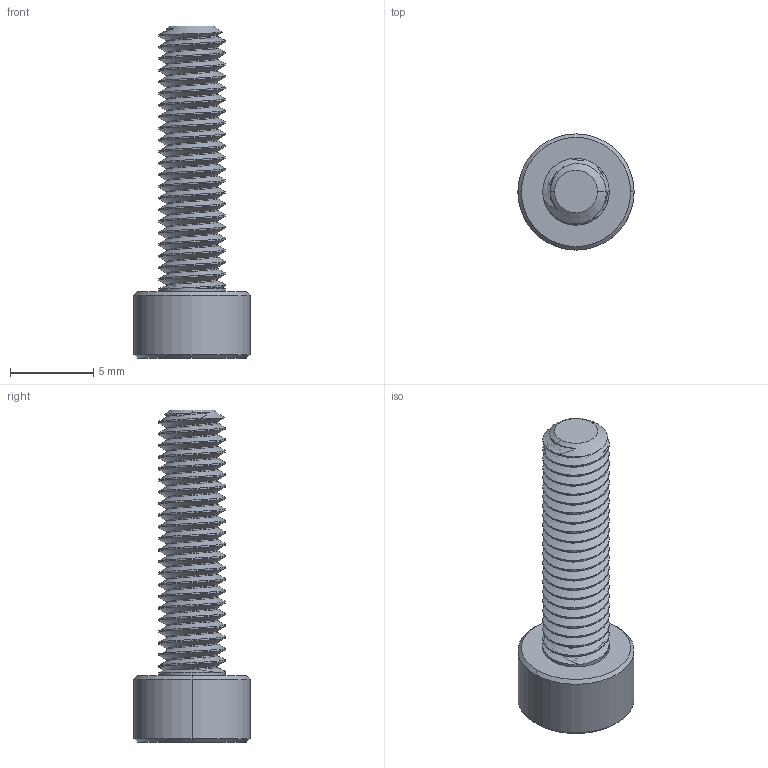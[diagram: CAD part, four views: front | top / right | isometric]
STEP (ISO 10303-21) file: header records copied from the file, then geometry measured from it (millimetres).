
FILE_DESCRIPTION (( 'STEP AP203' ), '1' );
FILE_NAME ('91290A154.step', '2014-01-16T20:20:24', ( '' ), ( '' ), 'SwSTEP 2.0', 'SolidWorks 2013', '' );
FILE_SCHEMA (( 'CONFIG_CONTROL_DESIGN' ));
Length unit declared in the file: millimetre
Products named in the file (1): 91290A154
Bounding box: 7 x 7 x 20 mm (x, y, z)
Volume: 294.2 mm3; surface area: 485.7 mm2
Topology: 1 solids, 1 shells, 121 faces, 334 edges, 217 vertices
Faces by surface type: cylinder 94, cone 15, plane 10, bspline 2
Entity records: 6042 total; most frequent: CARTESIAN_POINT 3432, ORIENTED_EDGE 668, DIRECTION 409, EDGE_CURVE 334, VERTEX_POINT 217, AXIS2_PLACEMENT_3D 148, EDGE_LOOP 123, FACE_OUTER_BOUND 121
